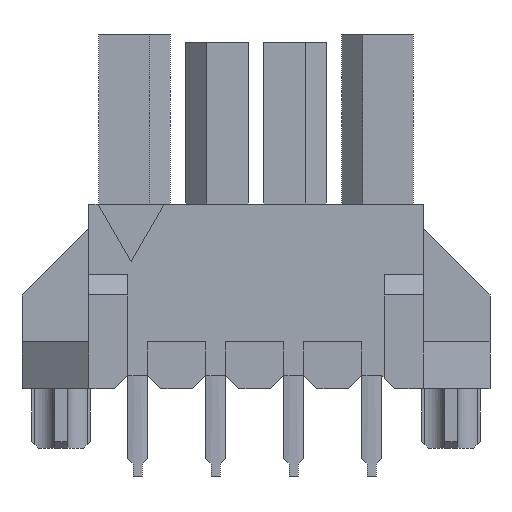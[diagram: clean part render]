
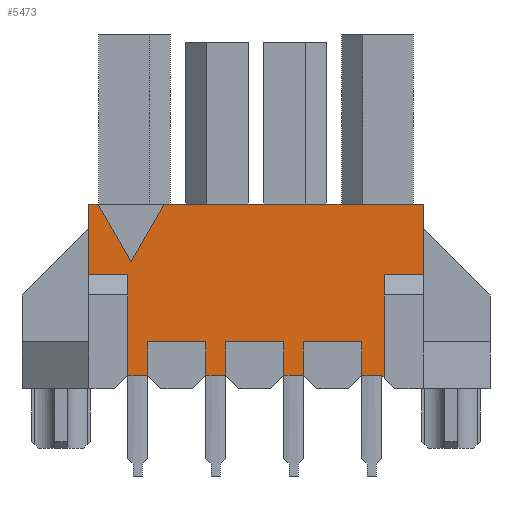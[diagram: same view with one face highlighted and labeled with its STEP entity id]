
A CAD part, front view. The second image highlights one B-rep face of the part: STEP entity #5473.
In plain terms, the highlighted planar face has unit normal (0, -1, 0).
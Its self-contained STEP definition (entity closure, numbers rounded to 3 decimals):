
#33=DIRECTION('',(0.,0.,-1.));
#34=VECTOR('',#33,2.73);
#35=CARTESIAN_POINT('',(-6.43,-3.43,0.));
#36=LINE('',#35,#34);
#595=DIRECTION('',(0.5,0.,-0.866));
#596=VECTOR('',#595,2.54);
#597=CARTESIAN_POINT('',(-6.074,-3.43,0.));
#598=LINE('',#597,#596);
#599=DIRECTION('',(0.5,0.,0.866));
#600=VECTOR('',#599,2.54);
#601=CARTESIAN_POINT('',(-4.804,-3.43,-2.2));
#602=LINE('',#601,#600);
#603=DIRECTION('',(1.,0.,0.));
#604=VECTOR('',#603,9.964);
#605=CARTESIAN_POINT('',(-3.534,-3.43,0.));
#606=LINE('',#605,#604);
#607=DIRECTION('',(0.,0.,-1.));
#608=VECTOR('',#607,3.968);
#609=CARTESIAN_POINT('',(4.93,-3.43,-2.73));
#610=LINE('',#609,#608);
#611=DIRECTION('',(0.714,0.,-0.7));
#612=VECTOR('',#611,0.14);
#613=CARTESIAN_POINT('',(4.83,-3.43,-6.6));
#614=LINE('',#613,#612);
#615=DIRECTION('',(1.,0.,0.));
#616=VECTOR('',#615,0.76);
#617=CARTESIAN_POINT('',(4.07,-3.43,-6.6));
#618=LINE('',#617,#616);
#619=DIRECTION('',(0.,0.,1.));
#620=VECTOR('',#619,1.3);
#621=CARTESIAN_POINT('',(4.07,-3.43,-6.6));
#622=LINE('',#621,#620);
#623=DIRECTION('',(1.,0.,0.));
#624=VECTOR('',#623,2.24);
#625=CARTESIAN_POINT('',(1.83,-3.43,-5.3));
#626=LINE('',#625,#624);
#627=DIRECTION('',(0.,0.,1.));
#628=VECTOR('',#627,1.3);
#629=CARTESIAN_POINT('',(1.83,-3.43,-6.6));
#630=LINE('',#629,#628);
#631=DIRECTION('',(1.,0.,0.));
#632=VECTOR('',#631,0.76);
#633=CARTESIAN_POINT('',(1.07,-3.43,-6.6));
#634=LINE('',#633,#632);
#635=DIRECTION('',(0.,0.,1.));
#636=VECTOR('',#635,1.3);
#637=CARTESIAN_POINT('',(1.07,-3.43,-6.6));
#638=LINE('',#637,#636);
#639=DIRECTION('',(1.,0.,0.));
#640=VECTOR('',#639,2.24);
#641=CARTESIAN_POINT('',(-1.17,-3.43,-5.3));
#642=LINE('',#641,#640);
#643=DIRECTION('',(0.,0.,1.));
#644=VECTOR('',#643,1.3);
#645=CARTESIAN_POINT('',(-1.17,-3.43,-6.6));
#646=LINE('',#645,#644);
#647=DIRECTION('',(1.,0.,0.));
#648=VECTOR('',#647,0.76);
#649=CARTESIAN_POINT('',(-1.93,-3.43,-6.6));
#650=LINE('',#649,#648);
#651=DIRECTION('',(0.,0.,1.));
#652=VECTOR('',#651,1.3);
#653=CARTESIAN_POINT('',(-1.93,-3.43,-6.6));
#654=LINE('',#653,#652);
#655=DIRECTION('',(1.,0.,0.));
#656=VECTOR('',#655,2.24);
#657=CARTESIAN_POINT('',(-4.17,-3.43,-5.3));
#658=LINE('',#657,#656);
#659=DIRECTION('',(0.,0.,1.));
#660=VECTOR('',#659,1.3);
#661=CARTESIAN_POINT('',(-4.17,-3.43,-6.6));
#662=LINE('',#661,#660);
#663=DIRECTION('',(1.,0.,0.));
#664=VECTOR('',#663,0.76);
#665=CARTESIAN_POINT('',(-4.93,-3.43,-6.6));
#666=LINE('',#665,#664);
#667=DIRECTION('',(1.,0.,0.));
#668=VECTOR('',#667,0.356);
#669=CARTESIAN_POINT('',(-6.43,-3.43,0.));
#670=LINE('',#669,#668);
#1803=DIRECTION('',(0.,0.,-1.));
#1804=VECTOR('',#1803,2.73);
#1805=CARTESIAN_POINT('',(6.43,-3.43,0.));
#1806=LINE('',#1805,#1804);
#1839=DIRECTION('',(1.,0.,0.));
#1840=VECTOR('',#1839,1.5);
#1841=CARTESIAN_POINT('',(4.93,-3.43,-2.73));
#1842=LINE('',#1841,#1840);
#1847=DIRECTION('',(1.,0.,0.));
#1848=VECTOR('',#1847,1.5);
#1849=CARTESIAN_POINT('',(-6.43,-3.43,-2.73));
#1850=LINE('',#1849,#1848);
#1855=DIRECTION('',(0.,0.,-1.));
#1856=VECTOR('',#1855,3.87);
#1857=CARTESIAN_POINT('',(-4.93,-3.43,-2.73));
#1858=LINE('',#1857,#1856);
#3474=CARTESIAN_POINT('',(-6.43,-3.43,0.));
#3476=VERTEX_POINT('',#3474);
#3480=CARTESIAN_POINT('',(6.43,-3.43,0.));
#3482=VERTEX_POINT('',#3480);
#3793=CARTESIAN_POINT('',(-6.43,-3.43,-2.73));
#3794=VERTEX_POINT('',#3793);
#3799=CARTESIAN_POINT('',(6.43,-3.43,-2.73));
#3800=VERTEX_POINT('',#3799);
#3869=CARTESIAN_POINT('',(4.93,-3.43,-2.73));
#3871=VERTEX_POINT('',#3869);
#3873=CARTESIAN_POINT('',(-4.93,-3.43,-2.73));
#3875=VERTEX_POINT('',#3873);
#3897=CARTESIAN_POINT('',(-4.17,-3.43,-5.3));
#3898=VERTEX_POINT('',#3897);
#3899=CARTESIAN_POINT('',(-1.93,-3.43,-5.3));
#3900=VERTEX_POINT('',#3899);
#3913=CARTESIAN_POINT('',(-4.93,-3.43,-6.6));
#3914=CARTESIAN_POINT('',(-4.17,-3.43,-6.6));
#3915=VERTEX_POINT('',#3913);
#3916=VERTEX_POINT('',#3914);
#3937=CARTESIAN_POINT('',(-1.17,-3.43,-5.3));
#3938=VERTEX_POINT('',#3937);
#3939=CARTESIAN_POINT('',(1.07,-3.43,-5.3));
#3940=VERTEX_POINT('',#3939);
#3953=CARTESIAN_POINT('',(1.83,-3.43,-5.3));
#3954=VERTEX_POINT('',#3953);
#3955=CARTESIAN_POINT('',(4.07,-3.43,-5.3));
#3956=VERTEX_POINT('',#3955);
#4184=CARTESIAN_POINT('',(-6.074,-3.43,0.));
#4185=VERTEX_POINT('',#4184);
#4186=CARTESIAN_POINT('',(-3.534,-3.43,0.));
#4187=VERTEX_POINT('',#4186);
#4188=CARTESIAN_POINT('',(-4.804,-3.43,-2.2));
#4189=VERTEX_POINT('',#4188);
#4276=CARTESIAN_POINT('',(-1.93,-3.43,-6.6));
#4277=CARTESIAN_POINT('',(-1.17,-3.43,-6.6));
#4278=VERTEX_POINT('',#4276);
#4279=VERTEX_POINT('',#4277);
#4300=CARTESIAN_POINT('',(1.07,-3.43,-6.6));
#4301=CARTESIAN_POINT('',(1.83,-3.43,-6.6));
#4302=VERTEX_POINT('',#4300);
#4303=VERTEX_POINT('',#4301);
#4324=CARTESIAN_POINT('',(4.07,-3.43,-6.6));
#4325=CARTESIAN_POINT('',(4.83,-3.43,-6.6));
#4326=VERTEX_POINT('',#4324);
#4327=VERTEX_POINT('',#4325);
#4500=CARTESIAN_POINT('',(4.93,-3.43,-6.698));
#4501=VERTEX_POINT('',#4500);
#5423=CARTESIAN_POINT('',(-6.43,-3.43,0.));
#5424=DIRECTION('',(0.,-1.,0.));
#5425=DIRECTION('',(0.,0.,-1.));
#5426=AXIS2_PLACEMENT_3D('',#5423,#5424,#5425);
#5427=PLANE('',#5426);
#5429=ORIENTED_EDGE('',*,*,#5428,.T.);
#5431=ORIENTED_EDGE('',*,*,#5430,.T.);
#5433=ORIENTED_EDGE('',*,*,#5432,.T.);
#5435=ORIENTED_EDGE('',*,*,#5434,.T.);
#5437=ORIENTED_EDGE('',*,*,#5436,.F.);
#5439=ORIENTED_EDGE('',*,*,#5438,.T.);
#5441=ORIENTED_EDGE('',*,*,#5440,.F.);
#5443=ORIENTED_EDGE('',*,*,#5442,.F.);
#5445=ORIENTED_EDGE('',*,*,#5444,.T.);
#5447=ORIENTED_EDGE('',*,*,#5446,.F.);
#5449=ORIENTED_EDGE('',*,*,#5448,.F.);
#5451=ORIENTED_EDGE('',*,*,#5450,.F.);
#5453=ORIENTED_EDGE('',*,*,#5452,.T.);
#5455=ORIENTED_EDGE('',*,*,#5454,.F.);
#5456=ORIENTED_EDGE('',*,*,#5414,.F.);
#5457=ORIENTED_EDGE('',*,*,#5278,.F.);
#5459=ORIENTED_EDGE('',*,*,#5458,.T.);
#5461=ORIENTED_EDGE('',*,*,#5460,.F.);
#5462=ORIENTED_EDGE('',*,*,#5043,.F.);
#5463=ORIENTED_EDGE('',*,*,#4741,.F.);
#5465=ORIENTED_EDGE('',*,*,#5464,.F.);
#5467=ORIENTED_EDGE('',*,*,#5466,.F.);
#5468=ORIENTED_EDGE('',*,*,#4523,.F.);
#5470=ORIENTED_EDGE('',*,*,#5469,.T.);
#5471=EDGE_LOOP('',(#5429,#5431,#5433,#5435,#5437,#5439,#5441,#5443,#5445,#5447, 
#5449,#5451,#5453,#5455,#5456,#5457,#5459,#5461,#5462,#5463,#5465,#5467,#5468, 
#5470));
#5472=FACE_OUTER_BOUND('',#5471,.F.);
#5473=ADVANCED_FACE('',(#5472),#5427,.T.);
#4523=EDGE_CURVE('',#3476,#3794,#36,.T.);
#4741=EDGE_CURVE('',#3915,#3916,#666,.T.);
#5043=EDGE_CURVE('',#3916,#3898,#662,.T.);
#5278=EDGE_CURVE('',#4278,#4279,#650,.T.);
#5414=EDGE_CURVE('',#4279,#3938,#646,.T.);
#5428=EDGE_CURVE('',#4185,#4189,#598,.T.);
#5430=EDGE_CURVE('',#4189,#4187,#602,.T.);
#5432=EDGE_CURVE('',#4187,#3482,#606,.T.);
#5434=EDGE_CURVE('',#3482,#3800,#1806,.T.);
#5436=EDGE_CURVE('',#3871,#3800,#1842,.T.);
#5438=EDGE_CURVE('',#3871,#4501,#610,.T.);
#5440=EDGE_CURVE('',#4327,#4501,#614,.T.);
#5442=EDGE_CURVE('',#4326,#4327,#618,.T.);
#5444=EDGE_CURVE('',#4326,#3956,#622,.T.);
#5446=EDGE_CURVE('',#3954,#3956,#626,.T.);
#5448=EDGE_CURVE('',#4303,#3954,#630,.T.);
#5450=EDGE_CURVE('',#4302,#4303,#634,.T.);
#5452=EDGE_CURVE('',#4302,#3940,#638,.T.);
#5454=EDGE_CURVE('',#3938,#3940,#642,.T.);
#5458=EDGE_CURVE('',#4278,#3900,#654,.T.);
#5460=EDGE_CURVE('',#3898,#3900,#658,.T.);
#5464=EDGE_CURVE('',#3875,#3915,#1858,.T.);
#5466=EDGE_CURVE('',#3794,#3875,#1850,.T.);
#5469=EDGE_CURVE('',#3476,#4185,#670,.T.);
